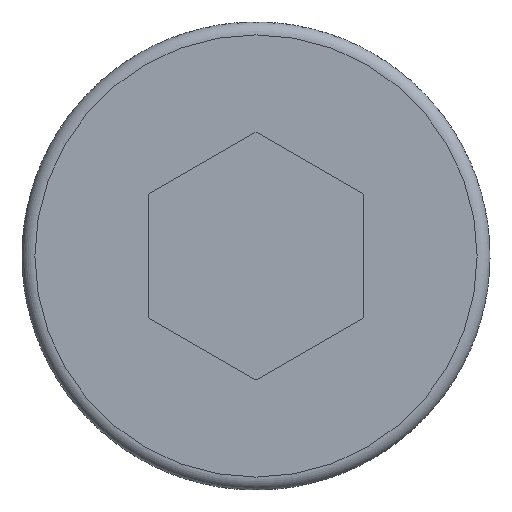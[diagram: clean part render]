
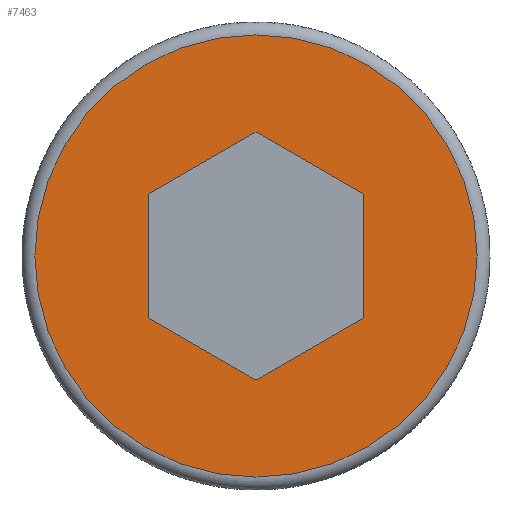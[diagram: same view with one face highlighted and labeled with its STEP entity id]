
A CAD part, front view. The second image highlights one B-rep face of the part: STEP entity #7463.
In plain terms, the highlighted planar face has unit normal (0, -1, 0).
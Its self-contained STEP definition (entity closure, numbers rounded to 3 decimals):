
#16=FACE_BOUND('',#1097,.T.);
#303=PLANE('',#8065);
#699=FACE_OUTER_BOUND('',#1096,.T.);
#1096=EDGE_LOOP('',(#6951));
#1097=EDGE_LOOP('',(#6952,#6953,#6954,#6955,#6956,#6957));
#1153=CIRCLE('',#7564,2.575);
#1892=LINE('',#11020,#2288);
#1896=LINE('',#11028,#2292);
#1899=LINE('',#11034,#2295);
#1902=LINE('',#11040,#2298);
#1905=LINE('',#11046,#2301);
#1908=LINE('',#11051,#2304);
#2288=VECTOR('',#8146,10.);
#2292=VECTOR('',#8152,10.);
#2295=VECTOR('',#8157,10.);
#2298=VECTOR('',#8162,10.);
#2301=VECTOR('',#8167,10.);
#2304=VECTOR('',#8172,10.);
#2709=VERTEX_POINT('',#11018);
#2710=VERTEX_POINT('',#11019);
#2713=VERTEX_POINT('',#11027);
#2715=VERTEX_POINT('',#11033);
#2717=VERTEX_POINT('',#11039);
#2719=VERTEX_POINT('',#11045);
#2904=VERTEX_POINT('',#11971);
#3511=EDGE_CURVE('',#2709,#2710,#1892,.T.);
#3515=EDGE_CURVE('',#2713,#2709,#1896,.T.);
#3518=EDGE_CURVE('',#2715,#2713,#1899,.T.);
#3521=EDGE_CURVE('',#2717,#2715,#1902,.T.);
#3524=EDGE_CURVE('',#2719,#2717,#1905,.T.);
#3527=EDGE_CURVE('',#2710,#2719,#1908,.T.);
#3715=EDGE_CURVE('',#2904,#2904,#1153,.T.);
#6951=ORIENTED_EDGE('',*,*,#3715,.F.);
#6952=ORIENTED_EDGE('',*,*,#3511,.T.);
#6953=ORIENTED_EDGE('',*,*,#3527,.T.);
#6954=ORIENTED_EDGE('',*,*,#3524,.T.);
#6955=ORIENTED_EDGE('',*,*,#3521,.T.);
#6956=ORIENTED_EDGE('',*,*,#3518,.T.);
#6957=ORIENTED_EDGE('',*,*,#3515,.T.);
#7463=ADVANCED_FACE('',(#699,#16),#303,.F.);
#7564=AXIS2_PLACEMENT_3D('',#11973,#8278,#8279);
#8065=AXIS2_PLACEMENT_3D('',#15304,#9637,#9638);
#8146=DIRECTION('',(0.866,0.,0.5));
#8152=DIRECTION('',(0.,0.,1.));
#8157=DIRECTION('',(-0.866,0.,0.5));
#8162=DIRECTION('',(-0.866,0.,-0.5));
#8167=DIRECTION('',(0.,0.,-1.));
#8172=DIRECTION('',(0.866,0.,-0.5));
#8278=DIRECTION('center_axis',(0.,1.,0.));
#8279=DIRECTION('ref_axis',(1.,0.,0.));
#9637=DIRECTION('center_axis',(0.,1.,0.));
#9638=DIRECTION('ref_axis',(1.,0.,0.));
#11018=CARTESIAN_POINT('',(-1.25,0.,0.722));
#11019=CARTESIAN_POINT('',(0.,0.,1.443));
#11020=CARTESIAN_POINT('',(-0.938,0.,0.902));
#11027=CARTESIAN_POINT('',(-1.25,0.,-0.722));
#11028=CARTESIAN_POINT('',(-1.25,0.,-0.361));
#11033=CARTESIAN_POINT('',(0.,0.,-1.443));
#11034=CARTESIAN_POINT('',(-0.313,0.,-1.263));
#11039=CARTESIAN_POINT('',(1.25,0.,-0.722));
#11040=CARTESIAN_POINT('',(0.938,0.,-0.902));
#11045=CARTESIAN_POINT('',(1.25,0.,0.722));
#11046=CARTESIAN_POINT('',(1.25,0.,0.361));
#11051=CARTESIAN_POINT('',(0.313,0.,1.263));
#11971=CARTESIAN_POINT('',(0.,0.,-2.575));
#11973=CARTESIAN_POINT('Origin',(0.,0.,0.));
#15304=CARTESIAN_POINT('Origin',(0.,0.,0.));
